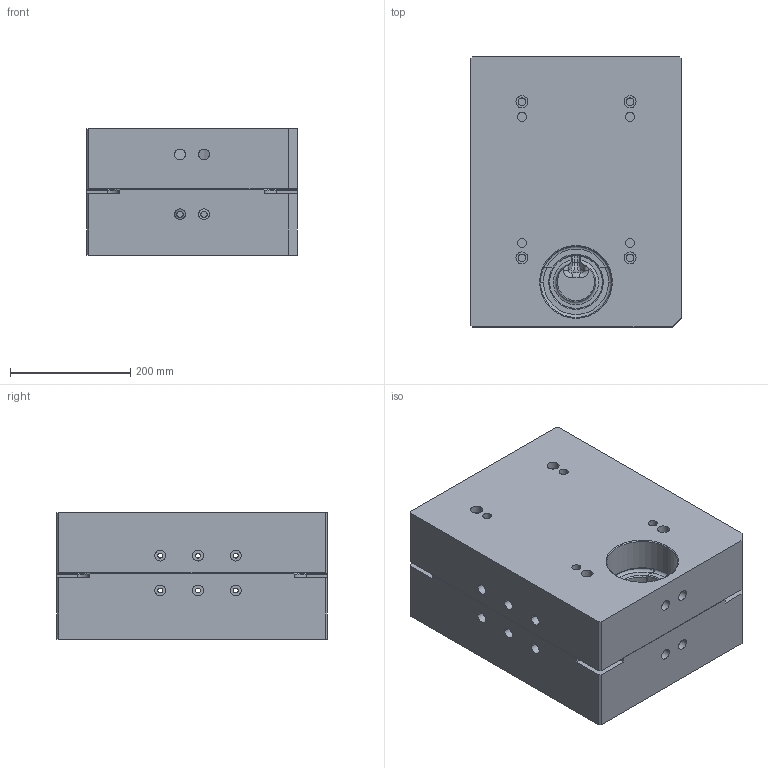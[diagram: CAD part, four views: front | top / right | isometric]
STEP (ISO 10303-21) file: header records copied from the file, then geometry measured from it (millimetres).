
FILE_DESCRIPTION((''),'2;1');
FILE_NAME('MFG0001_ASM','2018-05-29T',('Administrator'),(''),'CREO PARAMETRIC BY PTC INC, 2014190','CREO PARAMETRIC BY PTC INC, 2014190','');
FILE_SCHEMA(('CONFIG_CONTROL_DESIGN'));
Length unit declared in the file: millimetre
Products named in the file (7): 1; MOLD_VOL_1; MOLD_VOL_2; B; A; FLZ; MFG0001_ASM
Assembly tree (6 placements, depth 2):
  MFG0001_ASM
    1
    MOLD_VOL_1
    MOLD_VOL_2
    B
    A
    FLZ
Bounding box: 350 x 450 x 210.2 mm (x, y, z)
Volume: 31287273.8 mm3; surface area: 1659615.2 mm2
Topology: 5 solids, 5 shells, 1036 faces, 2727 edges, 1734 vertices
Faces by surface type: plane 366, cylinder 358, bspline 142, cone 124, torus 46
Entity records: 37044 total; most frequent: CARTESIAN_POINT 11156, ORIENTED_EDGE 5454, DIRECTION 5402, EDGE_CURVE 2727, AXIS2_PLACEMENT_3D 2038, VERTEX_POINT 1734, VECTOR 1326, LINE 1326
